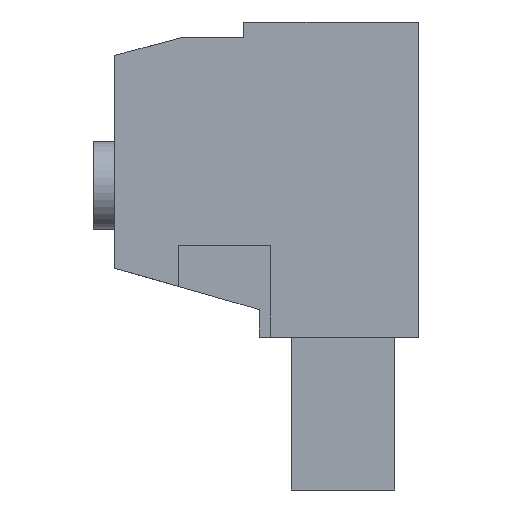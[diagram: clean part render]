
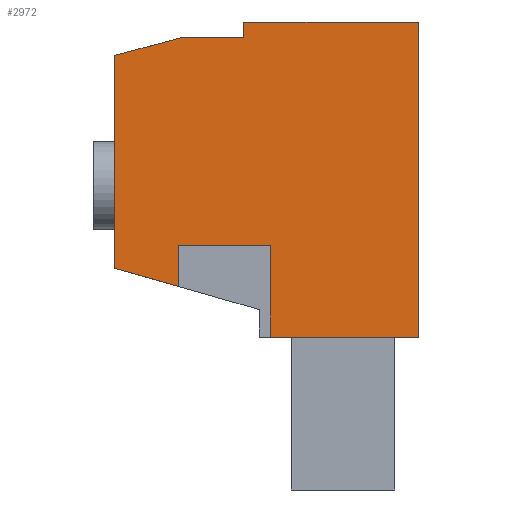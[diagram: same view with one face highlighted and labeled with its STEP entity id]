
A CAD part, left-side view. The second image highlights one B-rep face of the part: STEP entity #2972.
In plain terms, the highlighted planar face has unit normal (-1, 0, 0).
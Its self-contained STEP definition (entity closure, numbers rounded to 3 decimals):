
#2896=AXIS2_PLACEMENT_3D('Plane Axis2P3D',#2893,#2894,#2895) ;
#884=CARTESIAN_POINT('Vertex',(0.,0.,14.4)) ;
#887=CARTESIAN_POINT('Line Origine',(0.,6.95,14.4)) ;
#891=CARTESIAN_POINT('Vertex',(0.,13.9,14.4)) ;
#2510=CARTESIAN_POINT('Vertex',(0.,0.,44.1)) ;
#2513=CARTESIAN_POINT('Line Origine',(0.,0.,29.25)) ;
#2893=CARTESIAN_POINT('Axis2P3D Location',(0.,0.,0.)) ;
#2898=CARTESIAN_POINT('Line Origine',(0.,8.225,44.1)) ;
#2902=CARTESIAN_POINT('Vertex',(0.,16.45,44.1)) ;
#2905=CARTESIAN_POINT('Line Origine',(0.,16.45,43.35)) ;
#2909=CARTESIAN_POINT('Vertex',(0.,16.45,42.6)) ;
#2912=CARTESIAN_POINT('Line Origine',(0.,19.446,42.6)) ;
#2916=CARTESIAN_POINT('Vertex',(0.,22.442,42.6)) ;
#2919=CARTESIAN_POINT('Line Origine',(0.,25.521,41.775)) ;
#2923=CARTESIAN_POINT('Vertex',(0.,28.6,40.95)) ;
#2926=CARTESIAN_POINT('Line Origine',(0.,28.6,30.925)) ;
#2930=CARTESIAN_POINT('Vertex',(0.,28.6,20.9)) ;
#2933=CARTESIAN_POINT('Line Origine',(0.,25.6,20.04)) ;
#2937=CARTESIAN_POINT('Vertex',(0.,22.6,19.18)) ;
#2940=CARTESIAN_POINT('Line Origine',(0.,22.6,21.115)) ;
#2944=CARTESIAN_POINT('Vertex',(0.,22.6,23.05)) ;
#2947=CARTESIAN_POINT('Line Origine',(0.,18.25,23.05)) ;
#2951=CARTESIAN_POINT('Vertex',(0.,13.9,23.05)) ;
#2954=CARTESIAN_POINT('Line Origine',(0.,13.9,18.725)) ;
#888=DIRECTION('Vector Direction',(0.,1.,0.)) ;
#2514=DIRECTION('Vector Direction',(0.,0.,-1.)) ;
#2894=DIRECTION('Axis2P3D Direction',(-1.,0.,0.)) ;
#2895=DIRECTION('Axis2P3D XDirection',(0.,0.,1.)) ;
#2899=DIRECTION('Vector Direction',(0.,-1.,0.)) ;
#2906=DIRECTION('Vector Direction',(0.,0.,1.)) ;
#2913=DIRECTION('Vector Direction',(0.,-1.,0.)) ;
#2920=DIRECTION('Vector Direction',(0.,-0.966,0.259)) ;
#2927=DIRECTION('Vector Direction',(0.,0.,1.)) ;
#2934=DIRECTION('Vector Direction',(0.,0.961,0.276)) ;
#2941=DIRECTION('Vector Direction',(0.,0.,1.)) ;
#2948=DIRECTION('Vector Direction',(0.,-1.,0.)) ;
#2955=DIRECTION('Vector Direction',(0.,0.,1.)) ;
#889=VECTOR('Line Direction',#888,1.) ;
#2515=VECTOR('Line Direction',#2514,1.) ;
#2900=VECTOR('Line Direction',#2899,1.) ;
#2907=VECTOR('Line Direction',#2906,1.) ;
#2914=VECTOR('Line Direction',#2913,1.) ;
#2921=VECTOR('Line Direction',#2920,1.) ;
#2928=VECTOR('Line Direction',#2927,1.) ;
#2935=VECTOR('Line Direction',#2934,1.) ;
#2942=VECTOR('Line Direction',#2941,1.) ;
#2949=VECTOR('Line Direction',#2948,1.) ;
#2956=VECTOR('Line Direction',#2955,1.) ;
#2960=ORIENTED_EDGE('',*,*,#893,.T.) ;
#2961=ORIENTED_EDGE('',*,*,#2517,.T.) ;
#2962=ORIENTED_EDGE('',*,*,#2904,.T.) ;
#2963=ORIENTED_EDGE('',*,*,#2911,.T.) ;
#2964=ORIENTED_EDGE('',*,*,#2918,.T.) ;
#2965=ORIENTED_EDGE('',*,*,#2925,.T.) ;
#2966=ORIENTED_EDGE('',*,*,#2932,.T.) ;
#2967=ORIENTED_EDGE('',*,*,#2939,.T.) ;
#2968=ORIENTED_EDGE('',*,*,#2946,.T.) ;
#2969=ORIENTED_EDGE('',*,*,#2953,.T.) ;
#2970=ORIENTED_EDGE('',*,*,#2958,.F.) ;
#2972=ADVANCED_FACE('HOUSING',(#2971),#2897,.T.) ;
#893=EDGE_CURVE('',#892,#885,#890,.F.) ;
#2517=EDGE_CURVE('',#885,#2511,#2516,.F.) ;
#2904=EDGE_CURVE('',#2511,#2903,#2901,.F.) ;
#2911=EDGE_CURVE('',#2903,#2910,#2908,.F.) ;
#2918=EDGE_CURVE('',#2910,#2917,#2915,.F.) ;
#2925=EDGE_CURVE('',#2917,#2924,#2922,.F.) ;
#2932=EDGE_CURVE('',#2924,#2931,#2929,.F.) ;
#2939=EDGE_CURVE('',#2931,#2938,#2936,.F.) ;
#2946=EDGE_CURVE('',#2938,#2945,#2943,.T.) ;
#2953=EDGE_CURVE('',#2945,#2952,#2950,.T.) ;
#2958=EDGE_CURVE('',#892,#2952,#2957,.T.) ;
#2959=EDGE_LOOP('',(#2960,#2961,#2962,#2963,#2964,#2965,#2966,#2967,#2968,#2969,#2970)) ;
#2971=FACE_OUTER_BOUND('',#2959,.T.) ;
#890=LINE('Line',#887,#889) ;
#2516=LINE('Line',#2513,#2515) ;
#2901=LINE('Line',#2898,#2900) ;
#2908=LINE('Line',#2905,#2907) ;
#2915=LINE('Line',#2912,#2914) ;
#2922=LINE('Line',#2919,#2921) ;
#2929=LINE('Line',#2926,#2928) ;
#2936=LINE('Line',#2933,#2935) ;
#2943=LINE('Line',#2940,#2942) ;
#2950=LINE('Line',#2947,#2949) ;
#2957=LINE('Line',#2954,#2956) ;
#2897=PLANE('',#2896) ;
#885=VERTEX_POINT('',#884) ;
#892=VERTEX_POINT('',#891) ;
#2511=VERTEX_POINT('',#2510) ;
#2903=VERTEX_POINT('',#2902) ;
#2910=VERTEX_POINT('',#2909) ;
#2917=VERTEX_POINT('',#2916) ;
#2924=VERTEX_POINT('',#2923) ;
#2931=VERTEX_POINT('',#2930) ;
#2938=VERTEX_POINT('',#2937) ;
#2945=VERTEX_POINT('',#2944) ;
#2952=VERTEX_POINT('',#2951) ;
